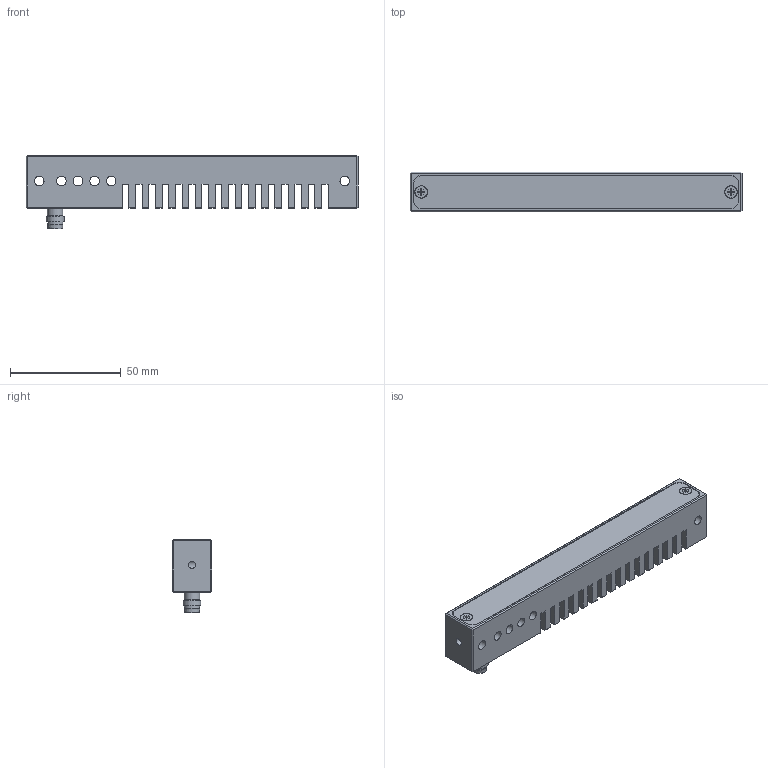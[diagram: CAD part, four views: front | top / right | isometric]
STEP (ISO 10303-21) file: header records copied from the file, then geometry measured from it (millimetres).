
FILE_DESCRIPTION(/* description */ ('Unknown'),/* implementation_level */ '2;1');
FILE_NAME(/* name */ 'LL-130-customers',/* time_stamp */ '2021-10-15T14:38:37+02:00',/* author */ ('Unknown'),/* organization */ ('Smartview s. r. o.'),/* preprocessor_version */ 'ST-DEVELOPER v18.1',/* originating_system */ 'Solid Edge',/* authorisation */ 'Unknown');
FILE_SCHEMA (('AUTOMOTIVE_DESIGN {1 0 10303 214 3 1 1}'));
Length unit declared in the file: millimetre
Products named in the file (1): LL-130-customers
Bounding box: 150 x 18 x 33.1 mm (x, y, z)
Volume: 52939.4 mm3; surface area: 23436.6 mm2
Topology: 1 solids, 7 shells, 384 faces, 1048 edges, 693 vertices
Faces by surface type: plane 292, cylinder 69, cone 13, torus 10
Full cylindrical faces by diameter (mm): 1 x3, 2.459 x2, 3 x6, 3.2 x4, 3.242 x4, 4.3 x6, 5.5 x2, 5.6 x1, 6.2 x1, 6.8 x1, 6.804 x1, 7 x1, 8 x1
Entity records: 14300 total; most frequent: CARTESIAN_POINT 2184, ORIENTED_EDGE 1924, DIRECTION 1858, EDGE_CURVE 962, LINE 764, VECTOR 764, VERTEX_POINT 657, AXIS2_PLACEMENT_3D 547
